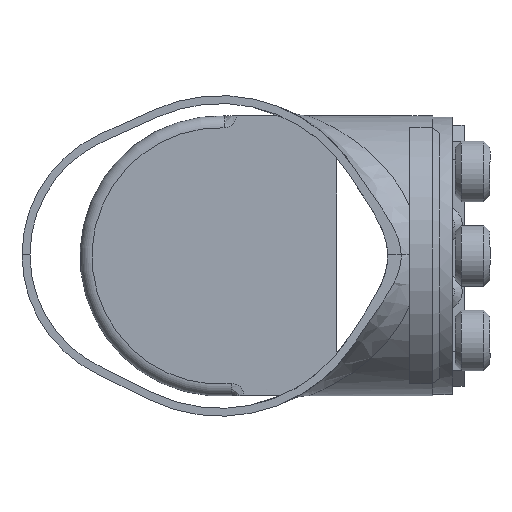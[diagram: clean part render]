
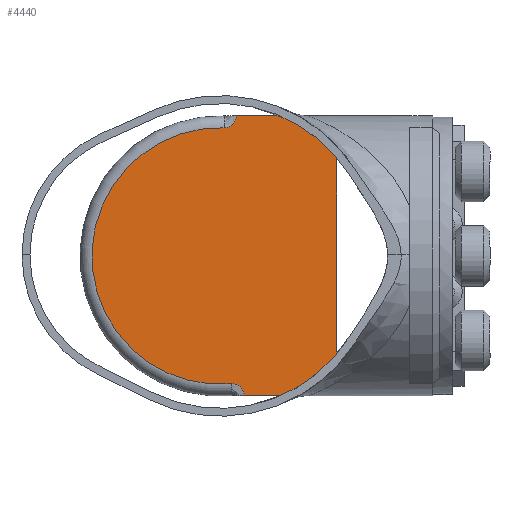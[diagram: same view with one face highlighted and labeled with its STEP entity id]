
A CAD part, left-side view. The second image highlights one B-rep face of the part: STEP entity #4440.
In plain terms, the highlighted planar face has unit normal (-1, 0, 0).
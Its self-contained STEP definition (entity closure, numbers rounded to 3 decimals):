
#91=B_SPLINE_CURVE_WITH_KNOTS('',3,(#8113,#8114,#8115,#8116),
 .UNSPECIFIED.,.F.,.F.,(4,4),(-0.008,-0.004),
 .UNSPECIFIED.);
#95=B_SPLINE_CURVE_WITH_KNOTS('',3,(#8241,#8242,#8243,#8244,#8245,#8246,
#8247,#8248),.UNSPECIFIED.,.F.,.F.,(4,2,2,4),(0.003,0.025,
0.306,0.611),.UNSPECIFIED.);
#99=B_SPLINE_CURVE_WITH_KNOTS('',3,(#8403,#8404,#8405,#8406,#8407,#8408,
#8409,#8410),.UNSPECIFIED.,.F.,.F.,(4,2,2,4),(0.,0.303,
0.585,0.606),.UNSPECIFIED.);
#224=LINE('',#7266,#648);
#279=LINE('',#8203,#703);
#298=LINE('',#8279,#722);
#337=LINE('',#8394,#761);
#338=LINE('',#8396,#762);
#339=LINE('',#8397,#763);
#340=LINE('',#8399,#764);
#341=LINE('',#8401,#765);
#342=LINE('',#8414,#766);
#648=VECTOR('',#5229,10.);
#703=VECTOR('',#5394,10.);
#722=VECTOR('',#5427,10.);
#761=VECTOR('',#5492,10.);
#762=VECTOR('',#5495,10.);
#763=VECTOR('',#5496,10.);
#764=VECTOR('',#5497,10.);
#765=VECTOR('',#5498,10.);
#766=VECTOR('',#5501,10.);
#1130=FACE_OUTER_BOUND('',#1384,.T.);
#1384=EDGE_LOOP('',(#3263,#3264,#3265,#3266,#3267,#3268,#3269,#3270,#3271,
#3272,#3273,#3274,#3275,#3276,#3277,#3278,#3279,#3280));
#1667=CIRCLE('',#4758,38.413);
#1680=CIRCLE('',#4785,3.);
#1681=CIRCLE('',#4786,38.413);
#1682=CIRCLE('',#4787,38.413);
#1683=CIRCLE('',#4788,3.);
#1684=CIRCLE('',#4789,32.355);
#1862=VERTEX_POINT('',#7263);
#1863=VERTEX_POINT('',#7265);
#1938=VERTEX_POINT('',#8083);
#1939=VERTEX_POINT('',#8112);
#1940=VERTEX_POINT('',#8117);
#1969=VERTEX_POINT('',#8200);
#1970=VERTEX_POINT('',#8202);
#1978=VERTEX_POINT('',#8236);
#1989=VERTEX_POINT('',#8277);
#2024=VERTEX_POINT('',#8390);
#2025=VERTEX_POINT('',#8391);
#2026=VERTEX_POINT('',#8393);
#2027=VERTEX_POINT('',#8398);
#2028=VERTEX_POINT('',#8400);
#2029=VERTEX_POINT('',#8402);
#2030=VERTEX_POINT('',#8411);
#2031=VERTEX_POINT('',#8413);
#2032=VERTEX_POINT('',#8415);
#2319=EDGE_CURVE('',#1863,#1862,#224,.T.);
#2405=EDGE_CURVE('',#1938,#1939,#91,.T.);
#2406=EDGE_CURVE('',#1940,#1939,#1667,.T.);
#2437=EDGE_CURVE('',#1970,#1969,#279,.T.);
#2448=EDGE_CURVE('',#1938,#1978,#95,.T.);
#2463=EDGE_CURVE('',#1978,#1989,#298,.T.);
#2512=EDGE_CURVE('',#2024,#2025,#1680,.T.);
#2513=EDGE_CURVE('',#2024,#2026,#337,.T.);
#2514=EDGE_CURVE('',#2026,#1940,#1681,.T.);
#2515=EDGE_CURVE('',#1863,#1989,#338,.T.);
#2516=EDGE_CURVE('',#1862,#1970,#339,.T.);
#2517=EDGE_CURVE('',#2027,#1969,#340,.T.);
#2518=EDGE_CURVE('',#2027,#2028,#341,.T.);
#2519=EDGE_CURVE('',#2028,#2029,#99,.T.);
#2520=EDGE_CURVE('',#2029,#2030,#1682,.T.);
#2521=EDGE_CURVE('',#2030,#2031,#342,.T.);
#2522=EDGE_CURVE('',#2032,#2031,#1683,.T.);
#2523=EDGE_CURVE('',#2025,#2032,#1684,.T.);
#3263=ORIENTED_EDGE('',*,*,#2512,.F.);
#3264=ORIENTED_EDGE('',*,*,#2513,.T.);
#3265=ORIENTED_EDGE('',*,*,#2514,.T.);
#3266=ORIENTED_EDGE('',*,*,#2406,.T.);
#3267=ORIENTED_EDGE('',*,*,#2405,.F.);
#3268=ORIENTED_EDGE('',*,*,#2448,.T.);
#3269=ORIENTED_EDGE('',*,*,#2463,.T.);
#3270=ORIENTED_EDGE('',*,*,#2515,.F.);
#3271=ORIENTED_EDGE('',*,*,#2319,.T.);
#3272=ORIENTED_EDGE('',*,*,#2516,.T.);
#3273=ORIENTED_EDGE('',*,*,#2437,.T.);
#3274=ORIENTED_EDGE('',*,*,#2517,.F.);
#3275=ORIENTED_EDGE('',*,*,#2518,.T.);
#3276=ORIENTED_EDGE('',*,*,#2519,.T.);
#3277=ORIENTED_EDGE('',*,*,#2520,.T.);
#3278=ORIENTED_EDGE('',*,*,#2521,.T.);
#3279=ORIENTED_EDGE('',*,*,#2522,.F.);
#3280=ORIENTED_EDGE('',*,*,#2523,.F.);
#4256=PLANE('',#4784);
#4440=ADVANCED_FACE('',(#1130),#4256,.F.);
#4758=AXIS2_PLACEMENT_3D('',#8118,#5352,#5353);
#4784=AXIS2_PLACEMENT_3D('',#8389,#5488,#5489);
#4785=AXIS2_PLACEMENT_3D('',#8392,#5490,#5491);
#4786=AXIS2_PLACEMENT_3D('',#8395,#5493,#5494);
#4787=AXIS2_PLACEMENT_3D('',#8412,#5499,#5500);
#4788=AXIS2_PLACEMENT_3D('',#8416,#5502,#5503);
#4789=AXIS2_PLACEMENT_3D('',#8417,#5504,#5505);
#5229=DIRECTION('',(0.,1.,0.));
#5352=DIRECTION('center_axis',(-1.,0.,0.));
#5353=DIRECTION('ref_axis',(0.,-1.,0.));
#5394=DIRECTION('',(0.,-1.,0.));
#5427=DIRECTION('',(0.,-1.,0.));
#5488=DIRECTION('center_axis',(1.,0.,0.));
#5489=DIRECTION('ref_axis',(0.,1.,0.));
#5490=DIRECTION('center_axis',(-1.,0.,0.));
#5491=DIRECTION('ref_axis',(0.,-0.086,-0.996));
#5492=DIRECTION('',(0.,-1.,0.));
#5493=DIRECTION('center_axis',(-1.,0.,0.));
#5494=DIRECTION('ref_axis',(0.,-1.,0.));
#5495=DIRECTION('',(0.,0.,-1.));
#5496=DIRECTION('',(0.,0.,1.));
#5497=DIRECTION('',(0.,0.,-1.));
#5498=DIRECTION('',(0.,1.,0.));
#5499=DIRECTION('center_axis',(-1.,0.,0.));
#5500=DIRECTION('ref_axis',(0.,-1.,0.));
#5501=DIRECTION('',(0.,1.,0.));
#5502=DIRECTION('center_axis',(-1.,0.,0.));
#5503=DIRECTION('ref_axis',(0.,-0.03,1.));
#5504=DIRECTION('center_axis',(1.,0.,0.));
#5505=DIRECTION('ref_axis',(0.,1.,-0.028));
#7263=CARTESIAN_POINT('',(-6.21,-284.422,544.005));
#7265=CARTESIAN_POINT('',(-6.21,-298.516,544.005));
#7266=CARTESIAN_POINT('',(-6.21,-267.447,544.005));
#8083=CARTESIAN_POINT('',(-6.21,-272.396,533.914));
#8112=CARTESIAN_POINT('',(-6.209,-272.366,533.899));
#8113=CARTESIAN_POINT('Ctrl Pts',(-6.21,-272.396,533.914));
#8114=CARTESIAN_POINT('Ctrl Pts',(-6.21,-272.386,533.909));
#8115=CARTESIAN_POINT('Ctrl Pts',(-6.21,-272.376,533.904));
#8116=CARTESIAN_POINT('Ctrl Pts',(-6.21,-272.366,533.899));
#8117=CARTESIAN_POINT('',(-6.21,-272.327,533.88));
#8118=CARTESIAN_POINT('Origin',(-6.21,-254.971,568.148));
#8200=CARTESIAN_POINT('',(-6.21,-298.516,592.406));
#8202=CARTESIAN_POINT('',(-6.21,-284.422,592.406));
#8203=CARTESIAN_POINT('',(-6.21,-275.743,592.406));
#8236=CARTESIAN_POINT('',(-6.21,-278.26,535.3));
#8241=CARTESIAN_POINT('Ctrl Pts',(-6.21,-272.396,533.914));
#8242=CARTESIAN_POINT('Ctrl Pts',(-6.21,-272.459,533.946));
#8243=CARTESIAN_POINT('Ctrl Pts',(-6.21,-272.523,533.978));
#8244=CARTESIAN_POINT('Ctrl Pts',(-6.21,-273.43,534.416));
#8245=CARTESIAN_POINT('Ctrl Pts',(-6.21,-274.319,534.729));
#8246=CARTESIAN_POINT('Ctrl Pts',(-6.21,-276.221,535.18));
#8247=CARTESIAN_POINT('Ctrl Pts',(-6.21,-277.241,535.3));
#8248=CARTESIAN_POINT('Ctrl Pts',(-6.21,-278.26,535.3));
#8277=CARTESIAN_POINT('',(-6.21,-298.516,535.3));
#8279=CARTESIAN_POINT('',(-6.21,-308.516,535.3));
#8389=CARTESIAN_POINT('Origin',(-6.21,-254.971,568.148));
#8390=CARTESIAN_POINT('',(-6.21,-261.001,532.923));
#8391=CARTESIAN_POINT('',(-6.21,-257.744,535.912));
#8392=CARTESIAN_POINT('Origin',(-6.21,-258.001,532.923));
#8393=CARTESIAN_POINT('',(-6.21,-270.292,532.923));
#8394=CARTESIAN_POINT('',(-6.21,-301.516,532.923));
#8395=CARTESIAN_POINT('Origin',(-6.21,-254.971,568.148));
#8396=CARTESIAN_POINT('',(-6.21,-298.516,568.162));
#8397=CARTESIAN_POINT('',(-6.21,-284.422,580.996));
#8398=CARTESIAN_POINT('',(-6.21,-298.516,601.11));
#8399=CARTESIAN_POINT('',(-6.21,-298.516,568.162));
#8400=CARTESIAN_POINT('',(-6.21,-278.038,601.11));
#8401=CARTESIAN_POINT('',(-6.21,-308.516,601.11));
#8402=CARTESIAN_POINT('',(-6.209,-272.194,602.484));
#8403=CARTESIAN_POINT('Ctrl Pts',(-6.21,-278.038,601.11));
#8404=CARTESIAN_POINT('Ctrl Pts',(-6.21,-277.029,601.11));
#8405=CARTESIAN_POINT('Ctrl Pts',(-6.21,-276.018,601.228));
#8406=CARTESIAN_POINT('Ctrl Pts',(-6.21,-274.119,601.673));
#8407=CARTESIAN_POINT('Ctrl Pts',(-6.21,-273.226,601.986));
#8408=CARTESIAN_POINT('Ctrl Pts',(-6.21,-272.317,602.423));
#8409=CARTESIAN_POINT('Ctrl Pts',(-6.21,-272.255,602.453));
#8410=CARTESIAN_POINT('Ctrl Pts',(-6.21,-272.194,602.484));
#8411=CARTESIAN_POINT('',(-6.21,-270.026,603.488));
#8412=CARTESIAN_POINT('Origin',(-6.21,-254.971,568.148));
#8413=CARTESIAN_POINT('',(-6.21,-259.021,603.488));
#8414=CARTESIAN_POINT('',(-6.21,-256.021,603.488));
#8415=CARTESIAN_POINT('',(-6.21,-255.932,600.489));
#8416=CARTESIAN_POINT('Origin',(-6.21,-256.021,603.488));
#8417=CARTESIAN_POINT('Origin',(-6.21,-254.971,568.148));
